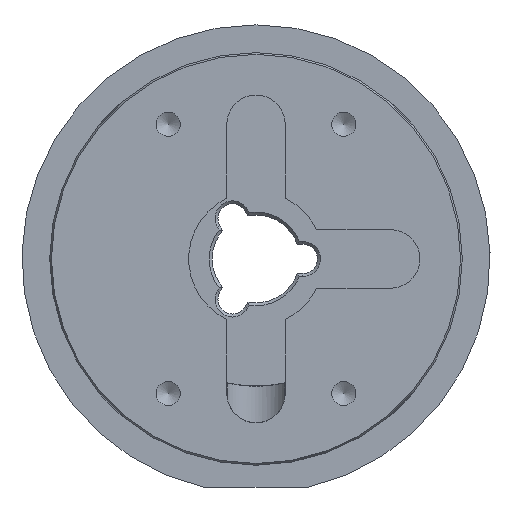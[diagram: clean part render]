
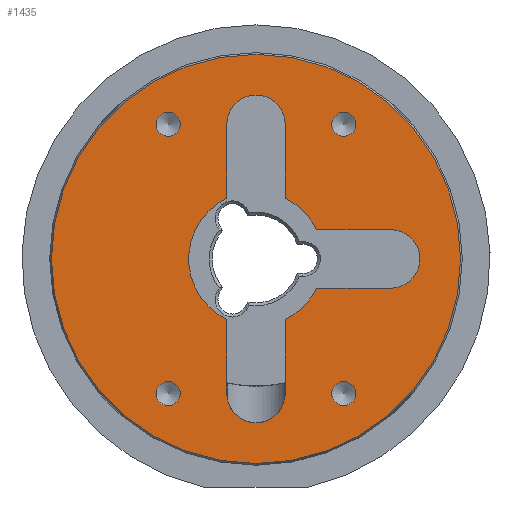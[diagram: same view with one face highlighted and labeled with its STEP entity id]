
A CAD part, left-side view. The second image highlights one B-rep face of the part: STEP entity #1435.
In plain terms, the highlighted planar face has unit normal (-1, 0, 0).
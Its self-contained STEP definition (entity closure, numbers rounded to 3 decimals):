
#101=LINE('',#2407,#184);
#104=LINE('',#2415,#187);
#105=LINE('',#2422,#188);
#106=LINE('',#2426,#189);
#107=LINE('',#2430,#190);
#108=LINE('',#2434,#191);
#184=VECTOR('',#1928,10.);
#187=VECTOR('',#1937,10.);
#188=VECTOR('',#1944,10.);
#189=VECTOR('',#1947,10.);
#190=VECTOR('',#1950,10.);
#191=VECTOR('',#1953,10.);
#235=PLANE('',#1602);
#292=FACE_BOUND('',#487,.T.);
#293=FACE_BOUND('',#488,.T.);
#294=FACE_BOUND('',#489,.T.);
#295=FACE_BOUND('',#490,.T.);
#296=FACE_BOUND('',#491,.T.);
#375=FACE_OUTER_BOUND('',#486,.T.);
#486=EDGE_LOOP('',(#1175));
#487=EDGE_LOOP('',(#1176));
#488=EDGE_LOOP('',(#1177));
#489=EDGE_LOOP('',(#1178));
#490=EDGE_LOOP('',(#1179));
#491=EDGE_LOOP('',(#1180,#1181,#1182,#1183,#1184,#1185,#1186,#1187,#1188,
#1189,#1190,#1191));
#610=CIRCLE('',#1585,2.067);
#612=CIRCLE('',#1589,2.067);
#614=CIRCLE('',#1593,2.067);
#616=CIRCLE('',#1597,2.067);
#617=CIRCLE('',#1600,5.);
#618=CIRCLE('',#1603,34.961);
#619=CIRCLE('',#1604,11.5);
#620=CIRCLE('',#1605,5.);
#621=CIRCLE('',#1606,11.5);
#622=CIRCLE('',#1607,5.);
#623=CIRCLE('',#1608,11.5);
#722=VERTEX_POINT('',#2382);
#724=VERTEX_POINT('',#2388);
#726=VERTEX_POINT('',#2394);
#728=VERTEX_POINT('',#2400);
#729=VERTEX_POINT('',#2403);
#730=VERTEX_POINT('',#2405);
#731=VERTEX_POINT('',#2409);
#732=VERTEX_POINT('',#2413);
#733=VERTEX_POINT('',#2417);
#734=VERTEX_POINT('',#2419);
#735=VERTEX_POINT('',#2421);
#736=VERTEX_POINT('',#2423);
#737=VERTEX_POINT('',#2425);
#738=VERTEX_POINT('',#2427);
#739=VERTEX_POINT('',#2429);
#740=VERTEX_POINT('',#2431);
#741=VERTEX_POINT('',#2433);
#888=EDGE_CURVE('',#722,#722,#610,.T.);
#890=EDGE_CURVE('',#724,#724,#612,.T.);
#892=EDGE_CURVE('',#726,#726,#614,.T.);
#894=EDGE_CURVE('',#728,#728,#616,.T.);
#897=EDGE_CURVE('',#729,#730,#101,.T.);
#899=EDGE_CURVE('',#730,#731,#617,.T.);
#901=EDGE_CURVE('',#731,#732,#104,.T.);
#902=EDGE_CURVE('',#733,#733,#618,.T.);
#903=EDGE_CURVE('',#732,#734,#619,.T.);
#904=EDGE_CURVE('',#734,#735,#105,.T.);
#905=EDGE_CURVE('',#735,#736,#620,.T.);
#906=EDGE_CURVE('',#736,#737,#106,.T.);
#907=EDGE_CURVE('',#737,#738,#621,.T.);
#908=EDGE_CURVE('',#738,#739,#107,.T.);
#909=EDGE_CURVE('',#739,#740,#622,.T.);
#910=EDGE_CURVE('',#740,#741,#108,.T.);
#911=EDGE_CURVE('',#741,#729,#623,.T.);
#1175=ORIENTED_EDGE('',*,*,#902,.F.);
#1176=ORIENTED_EDGE('',*,*,#888,.T.);
#1177=ORIENTED_EDGE('',*,*,#890,.T.);
#1178=ORIENTED_EDGE('',*,*,#892,.T.);
#1179=ORIENTED_EDGE('',*,*,#894,.T.);
#1180=ORIENTED_EDGE('',*,*,#897,.T.);
#1181=ORIENTED_EDGE('',*,*,#899,.T.);
#1182=ORIENTED_EDGE('',*,*,#901,.T.);
#1183=ORIENTED_EDGE('',*,*,#903,.T.);
#1184=ORIENTED_EDGE('',*,*,#904,.T.);
#1185=ORIENTED_EDGE('',*,*,#905,.T.);
#1186=ORIENTED_EDGE('',*,*,#906,.T.);
#1187=ORIENTED_EDGE('',*,*,#907,.T.);
#1188=ORIENTED_EDGE('',*,*,#908,.T.);
#1189=ORIENTED_EDGE('',*,*,#909,.T.);
#1190=ORIENTED_EDGE('',*,*,#910,.T.);
#1191=ORIENTED_EDGE('',*,*,#911,.T.);
#1435=ADVANCED_FACE('',(#375,#292,#293,#294,#295,#296),#235,.T.);
#1585=AXIS2_PLACEMENT_3D('',#2383,#1898,#1899);
#1589=AXIS2_PLACEMENT_3D('',#2389,#1906,#1907);
#1593=AXIS2_PLACEMENT_3D('',#2395,#1914,#1915);
#1597=AXIS2_PLACEMENT_3D('',#2401,#1922,#1923);
#1600=AXIS2_PLACEMENT_3D('',#2411,#1932,#1933);
#1602=AXIS2_PLACEMENT_3D('',#2416,#1938,#1939);
#1603=AXIS2_PLACEMENT_3D('',#2418,#1940,#1941);
#1604=AXIS2_PLACEMENT_3D('',#2420,#1942,#1943);
#1605=AXIS2_PLACEMENT_3D('',#2424,#1945,#1946);
#1606=AXIS2_PLACEMENT_3D('',#2428,#1948,#1949);
#1607=AXIS2_PLACEMENT_3D('',#2432,#1951,#1952);
#1608=AXIS2_PLACEMENT_3D('',#2435,#1954,#1955);
#1898=DIRECTION('center_axis',(1.,0.,0.));
#1899=DIRECTION('ref_axis',(0.,0.,1.));
#1906=DIRECTION('center_axis',(1.,0.,0.));
#1907=DIRECTION('ref_axis',(0.,0.,1.));
#1914=DIRECTION('center_axis',(1.,0.,0.));
#1915=DIRECTION('ref_axis',(0.,0.,1.));
#1922=DIRECTION('center_axis',(1.,0.,0.));
#1923=DIRECTION('ref_axis',(0.,0.,1.));
#1928=DIRECTION('',(0.,0.,1.));
#1932=DIRECTION('center_axis',(1.,0.,0.));
#1933=DIRECTION('ref_axis',(0.,1.,0.));
#1937=DIRECTION('',(0.,0.,-1.));
#1938=DIRECTION('center_axis',(-1.,0.,0.));
#1939=DIRECTION('ref_axis',(0.,0.,1.));
#1940=DIRECTION('center_axis',(1.,0.,0.));
#1941=DIRECTION('ref_axis',(0.,-1.,0.));
#1942=DIRECTION('center_axis',(1.,0.,0.));
#1943=DIRECTION('ref_axis',(0.,0.,1.));
#1944=DIRECTION('',(0.,-1.,0.));
#1945=DIRECTION('center_axis',(1.,0.,0.));
#1946=DIRECTION('ref_axis',(0.,0.,1.));
#1947=DIRECTION('',(0.,1.,0.));
#1948=DIRECTION('center_axis',(1.,0.,0.));
#1949=DIRECTION('ref_axis',(0.,0.,1.));
#1950=DIRECTION('',(0.,0.,-1.));
#1951=DIRECTION('center_axis',(1.,0.,0.));
#1952=DIRECTION('ref_axis',(0.,1.,0.));
#1953=DIRECTION('',(0.,0.,1.));
#1954=DIRECTION('center_axis',(1.,0.,0.));
#1955=DIRECTION('ref_axis',(0.,0.,1.));
#2382=CARTESIAN_POINT('',(0.,-15.,25.067));
#2383=CARTESIAN_POINT('Origin',(0.,-15.,23.));
#2388=CARTESIAN_POINT('',(0.,-15.,-20.933));
#2389=CARTESIAN_POINT('Origin',(0.,-15.,-23.));
#2394=CARTESIAN_POINT('',(0.,15.,25.067));
#2395=CARTESIAN_POINT('Origin',(0.,15.,23.));
#2400=CARTESIAN_POINT('',(0.,15.,-20.933));
#2401=CARTESIAN_POINT('Origin',(0.,15.,-23.));
#2403=CARTESIAN_POINT('',(0.,5.,10.356));
#2405=CARTESIAN_POINT('',(0.,5.,23.));
#2407=CARTESIAN_POINT('',(0.,5.,4.));
#2409=CARTESIAN_POINT('',(0.,-5.,23.));
#2411=CARTESIAN_POINT('Origin',(0.,0.,
23.));
#2413=CARTESIAN_POINT('',(0.,-5.,10.356));
#2415=CARTESIAN_POINT('',(0.,-5.,11.5));
#2416=CARTESIAN_POINT('Origin',(0.,17.625,0.));
#2417=CARTESIAN_POINT('',(0.,34.961,0.));
#2418=CARTESIAN_POINT('Origin',(0.,0.,0.));
#2419=CARTESIAN_POINT('',(0.,-10.356,5.));
#2420=CARTESIAN_POINT('Origin',(0.,0.,0.));
#2421=CARTESIAN_POINT('',(0.,-23.,5.));
#2422=CARTESIAN_POINT('',(0.,-2.688,5.));
#2423=CARTESIAN_POINT('',(0.,-23.,-5.));
#2424=CARTESIAN_POINT('Origin',(0.,-23.,0.));
#2425=CARTESIAN_POINT('',(0.,-10.356,-5.));
#2426=CARTESIAN_POINT('',(0.,4.813,-5.));
#2427=CARTESIAN_POINT('',(0.,-5.,-10.356));
#2428=CARTESIAN_POINT('Origin',(0.,0.,0.));
#2429=CARTESIAN_POINT('',(0.,-5.,-23.));
#2430=CARTESIAN_POINT('',(0.,-5.,-11.5));
#2431=CARTESIAN_POINT('',(0.,5.,-23.));
#2432=CARTESIAN_POINT('Origin',(0.,0.,
-23.));
#2433=CARTESIAN_POINT('',(0.,5.,-10.356));
#2434=CARTESIAN_POINT('',(0.,5.,-4.));
#2435=CARTESIAN_POINT('Origin',(0.,0.,0.));
